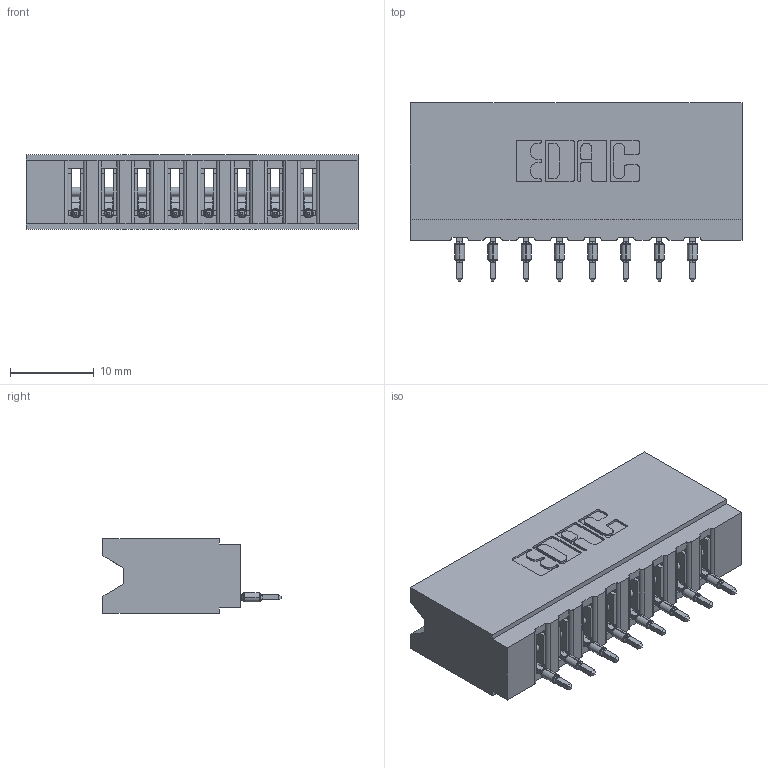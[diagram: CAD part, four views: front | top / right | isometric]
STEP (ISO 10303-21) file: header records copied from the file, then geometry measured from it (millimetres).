
FILE_DESCRIPTION (( 'STEP AP203' ), '1' );
FILE_NAME ('737-008-525-106.STEP', '2026-02-24T20:24:47', ( '' ), ( '' ), 'SwSTEP 2.0', 'SolidWorks 2023', '' );
FILE_SCHEMA (( 'CONFIG_CONTROL_DESIGN' ));
Length unit declared in the file: millimetre
Products named in the file (3): 737-008-525-106; 745-292-001_525; 737 Part_Insulator Option - 06
Assembly tree (9 placements, depth 2):
  737-008-525-106
    737 Part_Insulator Option - 06
    745-292-001_525  x8
Bounding box: 39.57 x 21.22 x 8.89 mm (x, y, z)
Volume: 3965.7 mm3; surface area: 4996.5 mm2
Topology: 9 solids, 9 shells, 999 faces, 2745 edges, 1738 vertices
Faces by surface type: plane 599, cylinder 192, bspline 160, torus 48
Entity records: 18105 total; most frequent: CARTESIAN_POINT 3692, ORIENTED_EDGE 3068, DIRECTION 2692, EDGE_CURVE 1534, LINE 1304, VECTOR 1304, VERTEX_POINT 982, AXIS2_PLACEMENT_3D 694
